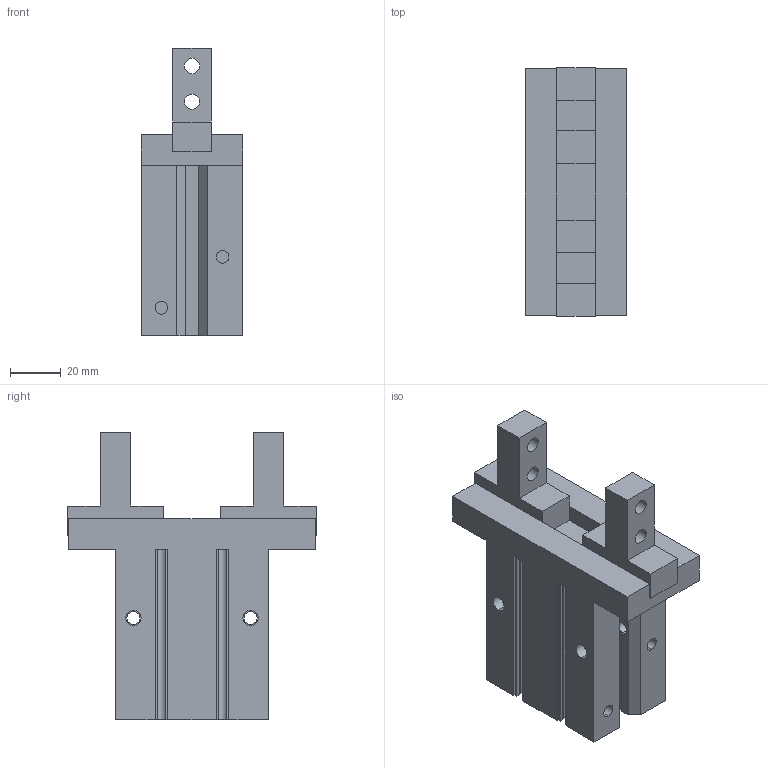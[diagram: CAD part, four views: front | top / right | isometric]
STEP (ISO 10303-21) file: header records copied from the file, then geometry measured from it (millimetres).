
FILE_DESCRIPTION (( 'STEP AP214' ), '1' );
FILE_NAME ('Parallel Gripper (MHZ2-32D).STEP', '2021-11-29T17:03:10', ( '' ), ( '' ), 'SwSTEP 2.0', 'SolidWorks 2018', '' );
FILE_SCHEMA (( 'AUTOMOTIVE_DESIGN' ));
Length unit declared in the file: millimetre
Products named in the file (1): Parallel Gripper (MHZ2-32D)
Bounding box: 40 x 97.8 x 113 mm (x, y, z)
Volume: 197876.8 mm3; surface area: 42195 mm2
Topology: 3 solids, 3 shells, 150 faces, 408 edges, 272 vertices
Faces by surface type: plane 98, cylinder 52
Entity records: 6478 total; most frequent: CARTESIAN_POINT 855, ORIENTED_EDGE 816, DIRECTION 814, EDGE_CURVE 408, VECTOR 288, LINE 288, VERTEX_POINT 272, AXIS2_PLACEMENT_3D 263
